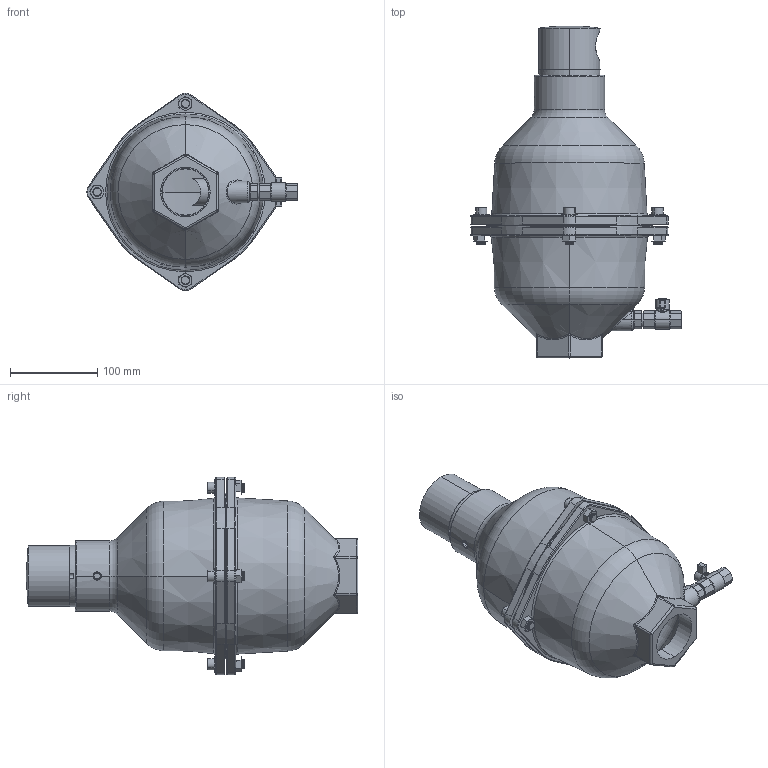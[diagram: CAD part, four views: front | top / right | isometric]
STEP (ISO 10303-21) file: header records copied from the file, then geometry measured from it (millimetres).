
FILE_DESCRIPTION (( 'STEP AP214' ), '1' );
FILE_NAME ('superfici SCF 2 pollici.STEP', '2014-10-10T12:46:24', ( '' ), ( '' ), 'SwSTEP 2.0', 'SolidWorks 2013', '' );
FILE_SCHEMA (( 'AUTOMOTIVE_DESIGN' ));
Length unit declared in the file: millimetre
Products named in the file (1): superfici SCF 2 pollici
Bounding box: 240.96 x 380 x 226 mm (x, y, z)
Surface area: 214426 mm2 (no closed solid volume)
Topology: 0 solids, 30 shells, 479 faces, 1244 edges, 772 vertices
Faces by surface type: plane 147, cylinder 131, cone 106, torus 58, bspline 21, sphere 16
Entity records: 22403 total; most frequent: CARTESIAN_POINT 5730, DIRECTION 2494, ORIENTED_EDGE 2185, EDGE_CURVE 1232, AXIS2_PLACEMENT_3D 1030, VERTEX_POINT 772, CIRCLE 571, EDGE_LOOP 518
